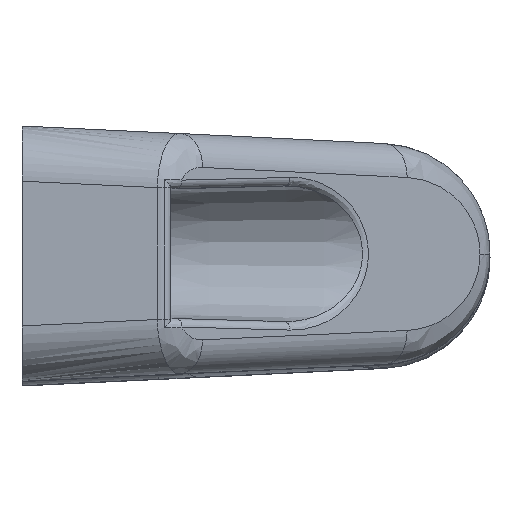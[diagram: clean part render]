
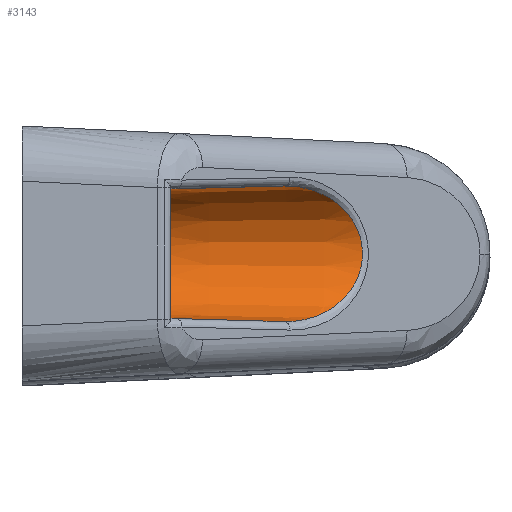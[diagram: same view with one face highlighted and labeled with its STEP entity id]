
A CAD part, top view. The second image highlights one B-rep face of the part: STEP entity #3143.
In plain terms, the highlighted conical face has half-angle 1.5 degrees and reference radius 7.621 mm.
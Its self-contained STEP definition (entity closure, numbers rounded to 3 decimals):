
#47 = ORIENTED_EDGE ( 'NONE', *, *, #3070, .T. ) ;
#71 = CARTESIAN_POINT ( 'NONE',  ( -8.8, -7.817, 97.871 ) ) ;
#73 = CARTESIAN_POINT ( 'NONE',  ( -20.065, 7.737, 100. ) ) ;
#84 = VERTEX_POINT ( 'NONE', #2108 ) ;
#98 = CARTESIAN_POINT ( 'NONE',  ( -3.153, -4.088, 92.836 ) ) ;
#145 = ORIENTED_EDGE ( 'NONE', *, *, #2757, .F. ) ;
#148 = CARTESIAN_POINT ( 'NONE',  ( -24.5, 0.669, 92.379 ) ) ;
#206 = CARTESIAN_POINT ( 'NONE',  ( -11.194, -7.969, 100. ) ) ;
#270 = CARTESIAN_POINT ( 'NONE',  ( -24.5, 7.188, 97.381 ) ) ;
#284 = CARTESIAN_POINT ( 'NONE',  ( -24.5, 7.621, 99.331 ) ) ;
#361 = B_SPLINE_CURVE_WITH_KNOTS ( 'NONE', 3,
 ( #1196, #2932, #73, #719 ),
 .UNSPECIFIED., .F., .F.,
 ( 4, 4 ),
 ( 0., 1. ),
 .UNSPECIFIED. ) ;
#368 = CARTESIAN_POINT ( 'NONE',  ( -6.575, -7.049, 95.89 ) ) ;
#434 = CARTESIAN_POINT ( 'NONE',  ( -24.5, 0., 100. ) ) ;
#606 = CARTESIAN_POINT ( 'NONE',  ( -6.575, 7.049, 95.89 ) ) ;
#620 = CARTESIAN_POINT ( 'NONE',  ( -9.999, 8.001, 98.939 ) ) ;
#640 = CARTESIAN_POINT ( 'NONE',  ( -1.983, -1.064, 91.789 ) ) ;
#704 = CONICAL_SURFACE ( 'NONE', #2418, 7.621, 0.026 ) ;
#719 = CARTESIAN_POINT ( 'NONE',  ( -24.5, 7.621, 100. ) ) ;
#750 = CARTESIAN_POINT ( 'NONE',  ( -11.194, 7.969, 100. ) ) ;
#862 = CARTESIAN_POINT ( 'NONE',  ( -24.5, -7.621, 100. ) ) ;
#1130 = CARTESIAN_POINT ( 'NONE',  ( -24.5, 7.621, 100. ) ) ;
#1168 = CARTESIAN_POINT ( 'NONE',  ( -1.983, 1.064, 91.789 ) ) ;
#1172 = CARTESIAN_POINT ( 'NONE',  ( -11.194, -7.969, 100. ) ) ;
#1175 = ORIENTED_EDGE ( 'NONE', *, *, #3393, .F. ) ;
#1196 = CARTESIAN_POINT ( 'NONE',  ( -11.194, 7.969, 100. ) ) ;
#1199 = EDGE_CURVE ( 'NONE', #2645, #2654, #2648, .T. ) ;
#1243 = CARTESIAN_POINT ( 'NONE',  ( -24.5, -2.619, 92.812 ) ) ;
#1280 = EDGE_CURVE ( 'NONE', #1351, #84, #3176, .T. ) ;
#1294 = CARTESIAN_POINT ( 'NONE',  ( -24.5, -6.935, 96.769 ) ) ;
#1351 = VERTEX_POINT ( 'NONE', #2993 ) ;
#1482 = CARTESIAN_POINT ( 'NONE',  ( -8.8, 7.817, 97.871 ) ) ;
#1580 = DIRECTION ( 'NONE',  ( 0., -1., 0. ) ) ;
#1655 = FACE_OUTER_BOUND ( 'NONE', #1696, .T. ) ;
#1696 = EDGE_LOOP ( 'NONE', ( #2914, #47, #1962, #1986, #1175, #145 ) ) ;
#1754 = CARTESIAN_POINT ( 'NONE',  ( -5.551, -6.464, 94.977 ) ) ;
#1769 = CARTESIAN_POINT ( 'NONE',  ( -3.153, 4.088, 92.836 ) ) ;
#1817 = CARTESIAN_POINT ( 'NONE',  ( -24.5, -0.669, 92.379 ) ) ;
#1822 = CARTESIAN_POINT ( 'NONE',  ( -24.5, -5.862, 95.084 ) ) ;
#1850 = CARTESIAN_POINT ( 'NONE',  ( -24.5, -7.621, 100. ) ) ;
#1894 = CARTESIAN_POINT ( 'NONE',  ( -24.5, 3.811, 93.4 ) ) ;
#1956 = CARTESIAN_POINT ( 'NONE',  ( -24.5, 3.811, 93.4 ) ) ;
#1962 = ORIENTED_EDGE ( 'NONE', *, *, #2135, .F. ) ;
#1986 = ORIENTED_EDGE ( 'NONE', *, *, #1280, .F. ) ;
#1995 = CARTESIAN_POINT ( 'NONE',  ( -24.5, 4.916, 94.138 ) ) ;
#2091 = CARTESIAN_POINT ( 'NONE',  ( -24.5, -6.265, 95.61 ) ) ;
#2100 = CARTESIAN_POINT ( 'NONE',  ( -24.5, -3.231, 93.065 ) ) ;
#2108 = CARTESIAN_POINT ( 'NONE',  ( -24.5, 3.811, 93.4 ) ) ;
#2135 = EDGE_CURVE ( 'NONE', #84, #3422, #2341, .T. ) ;
#2150 = B_SPLINE_CURVE_WITH_KNOTS ( 'NONE', 3,
 ( #1172, #2825, #3140, #862 ),
 .UNSPECIFIED., .F., .F.,
 ( 4, 4 ),
 ( 0., 1. ),
 .UNSPECIFIED. ) ;
#2167 = CARTESIAN_POINT ( 'NONE',  ( -24.5, 1.326, 92.465 ) ) ;
#2269 = CARTESIAN_POINT ( 'NONE',  ( -24.5, 6.935, 96.769 ) ) ;
#2341 = B_SPLINE_CURVE_WITH_KNOTS ( 'NONE', 3,
 ( #1956, #2517, #1995, #2820, #3609, #2269, #270, #2571, #284, #1130 ),
 .UNSPECIFIED., .F., .F.,
 ( 4, 2, 2, 2, 4 ),
 ( 0., 0.25, 0.5, 0.75, 1. ),
 .UNSPECIFIED. ) ;
#2371 = B_SPLINE_CURVE_WITH_KNOTS ( 'NONE', 3,
 ( #1850, #2986, #2709, #2431, #1294, #2091, #1822, #2945, #2387, #2670 ),
 .UNSPECIFIED., .F., .F.,
 ( 4, 2, 2, 2, 4 ),
 ( 0., 0.25, 0.5, 0.75, 1. ),
 .UNSPECIFIED. ) ;
#2387 = CARTESIAN_POINT ( 'NONE',  ( -24.5, -4.39, 93.734 ) ) ;
#2418 = AXIS2_PLACEMENT_3D ( 'NONE', #434, #2425, #1580 ) ;
#2425 = DIRECTION ( 'NONE',  ( 1., 0., 0. ) ) ;
#2431 = CARTESIAN_POINT ( 'NONE',  ( -24.5, -7.188, 97.381 ) ) ;
#2517 = CARTESIAN_POINT ( 'NONE',  ( -24.5, 4.39, 93.735 ) ) ;
#2571 = CARTESIAN_POINT ( 'NONE',  ( -24.5, 7.534, 98.674 ) ) ;
#2581 = CARTESIAN_POINT ( 'NONE',  ( -3.84, -4.984, 93.449 ) ) ;
#2625 = CARTESIAN_POINT ( 'NONE',  ( -5.551, 6.464, 94.977 ) ) ;
#2645 = VERTEX_POINT ( 'NONE', #750 ) ;
#2648 = B_SPLINE_CURVE_WITH_KNOTS ( 'NONE', 3,
 ( #3173, #620, #1482, #606, #2625, #3446, #1769, #2906, #1168, #640, #2872, #98, #2581, #1754, #368, #71, #2857, #2883 ),
 .UNSPECIFIED., .F., .F.,
 ( 4, 2, 2, 2, 2, 2, 2, 2, 4 ),
 ( 0., 0.125, 0.25, 0.375, 0.5, 0.625, 0.75, 0.875, 1. ),
 .UNSPECIFIED. ) ;
#2654 = VERTEX_POINT ( 'NONE', #206 ) ;
#2670 = CARTESIAN_POINT ( 'NONE',  ( -24.5, -3.811, 93.4 ) ) ;
#2709 = CARTESIAN_POINT ( 'NONE',  ( -24.5, -7.535, 98.674 ) ) ;
#2735 = CARTESIAN_POINT ( 'NONE',  ( -24.5, 7.621, 100. ) ) ;
#2754 = CARTESIAN_POINT ( 'NONE',  ( -24.5, 2.619, 92.812 ) ) ;
#2757 = EDGE_CURVE ( 'NONE', #2654, #3384, #2150, .T. ) ;
#2820 = CARTESIAN_POINT ( 'NONE',  ( -24.5, 5.862, 95.084 ) ) ;
#2825 = CARTESIAN_POINT ( 'NONE',  ( -15.629, -7.853, 100. ) ) ;
#2857 = CARTESIAN_POINT ( 'NONE',  ( -9.999, -8.001, 98.939 ) ) ;
#2872 = CARTESIAN_POINT ( 'NONE',  ( -2.225, -2.128, 92.005 ) ) ;
#2883 = CARTESIAN_POINT ( 'NONE',  ( -11.194, -7.969, 100. ) ) ;
#2906 = CARTESIAN_POINT ( 'NONE',  ( -2.225, 2.128, 92.005 ) ) ;
#2914 = ORIENTED_EDGE ( 'NONE', *, *, #1199, .F. ) ;
#2932 = CARTESIAN_POINT ( 'NONE',  ( -15.629, 7.853, 100. ) ) ;
#2945 = CARTESIAN_POINT ( 'NONE',  ( -24.5, -4.916, 94.138 ) ) ;
#2986 = CARTESIAN_POINT ( 'NONE',  ( -24.5, -7.621, 99.331 ) ) ;
#2993 = CARTESIAN_POINT ( 'NONE',  ( -24.5, -3.811, 93.4 ) ) ;
#3070 = EDGE_CURVE ( 'NONE', #2645, #3422, #361, .T. ) ;
#3140 = CARTESIAN_POINT ( 'NONE',  ( -20.065, -7.737, 100. ) ) ;
#3143 = ADVANCED_FACE ( 'NONE', ( #1655 ), #704, .F. ) ;
#3173 = CARTESIAN_POINT ( 'NONE',  ( -11.194, 7.969, 100. ) ) ;
#3176 = B_SPLINE_CURVE_WITH_KNOTS ( 'NONE', 3,
 ( #3424, #2100, #1243, #3500, #1817, #148, #2167, #2754, #3570, #1894 ),
 .UNSPECIFIED., .F., .F.,
 ( 4, 2, 2, 2, 4 ),
 ( 0., 0.25, 0.5, 0.75, 1. ),
 .UNSPECIFIED. ) ;
#3384 = VERTEX_POINT ( 'NONE', #3532 ) ;
#3393 = EDGE_CURVE ( 'NONE', #3384, #1351, #2371, .T. ) ;
#3422 = VERTEX_POINT ( 'NONE', #2735 ) ;
#3424 = CARTESIAN_POINT ( 'NONE',  ( -24.5, -3.811, 93.4 ) ) ;
#3446 = CARTESIAN_POINT ( 'NONE',  ( -3.84, 4.984, 93.449 ) ) ;
#3500 = CARTESIAN_POINT ( 'NONE',  ( -24.5, -1.326, 92.466 ) ) ;
#3532 = CARTESIAN_POINT ( 'NONE',  ( -24.5, -7.621, 100. ) ) ;
#3570 = CARTESIAN_POINT ( 'NONE',  ( -24.5, 3.231, 93.066 ) ) ;
#3609 = CARTESIAN_POINT ( 'NONE',  ( -24.5, 6.265, 95.61 ) ) ;
